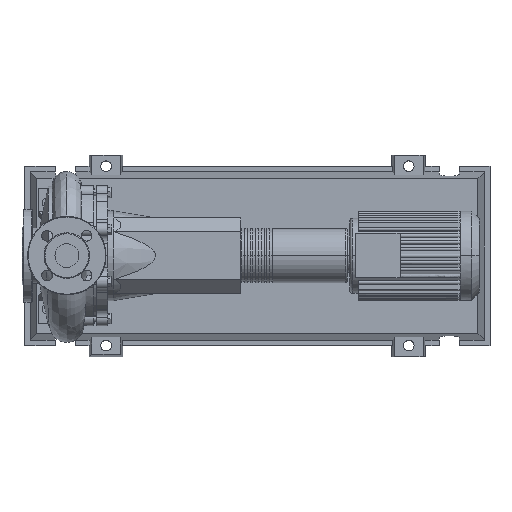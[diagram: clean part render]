
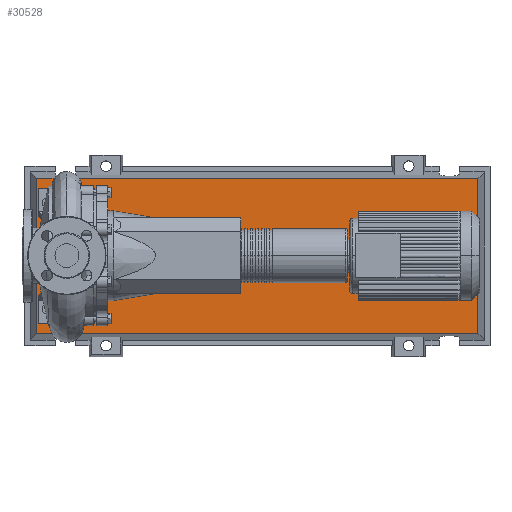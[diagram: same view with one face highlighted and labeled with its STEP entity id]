
A CAD part, top view. The second image highlights one B-rep face of the part: STEP entity #30528.
In plain terms, the highlighted planar face has unit normal (0, 0, 1).
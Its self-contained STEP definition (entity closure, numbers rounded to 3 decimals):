
#30209=CARTESIAN_POINT('',(733.292,-138.292,83.0));
#30210=VERTEX_POINT('',#30209);
#30217=CARTESIAN_POINT('',(-53.292,-138.292,83.0));
#30218=VERTEX_POINT('',#30217);
#30219=CARTESIAN_POINT('',(733.292,-138.292,83.0));
#30220=DIRECTION('',(-1.0,0.0,0.0));
#30221=VECTOR('',#30220,786.584);
#30222=LINE('',#30219,#30221);
#30223=EDGE_CURVE('',#30210,#30218,#30222,.T.);
#30441=CARTESIAN_POINT('',(733.292,138.292,83.0));
#30442=VERTEX_POINT('',#30441);
#30443=CARTESIAN_POINT('',(733.292,138.292,83.0));
#30444=DIRECTION('',(0.0,-1.0,0.0));
#30445=VECTOR('',#30444,276.584);
#30446=LINE('',#30443,#30445);
#30447=EDGE_CURVE('',#30442,#30210,#30446,.T.);
#30465=CARTESIAN_POINT('',(-53.292,138.292,83.0));
#30466=VERTEX_POINT('',#30465);
#30467=CARTESIAN_POINT('',(-53.292,-138.292,83.0));
#30468=DIRECTION('',(0.0,1.0,0.0));
#30469=VECTOR('',#30468,276.584);
#30470=LINE('',#30467,#30469);
#30471=EDGE_CURVE('',#30218,#30466,#30470,.T.);
#30504=CARTESIAN_POINT('',(-53.292,138.292,83.0));
#30505=DIRECTION('',(1.0,0.0,0.0));
#30506=VECTOR('',#30505,786.584);
#30507=LINE('',#30504,#30506);
#30508=EDGE_CURVE('',#30466,#30442,#30507,.T.);
#30517=CARTESIAN_POINT('',(340.,0.,83.0));
#30518=DIRECTION('',(0.0,0.0,1.0));
#30519=DIRECTION('',(1.0,0.0,0.0));
#30520=AXIS2_PLACEMENT_3D('',#30517,#30518,#30519);
#30521=PLANE('',#30520);
#30522=ORIENTED_EDGE('',*,*,#30447,.F.);
#30523=ORIENTED_EDGE('',*,*,#30508,.F.);
#30524=ORIENTED_EDGE('',*,*,#30471,.F.);
#30525=ORIENTED_EDGE('',*,*,#30223,.F.);
#30526=EDGE_LOOP('',(#30522,#30523,#30524,#30525));
#30527=FACE_OUTER_BOUND('',#30526,.T.);
#30528=ADVANCED_FACE('',(#30527),#30521,.T.);
